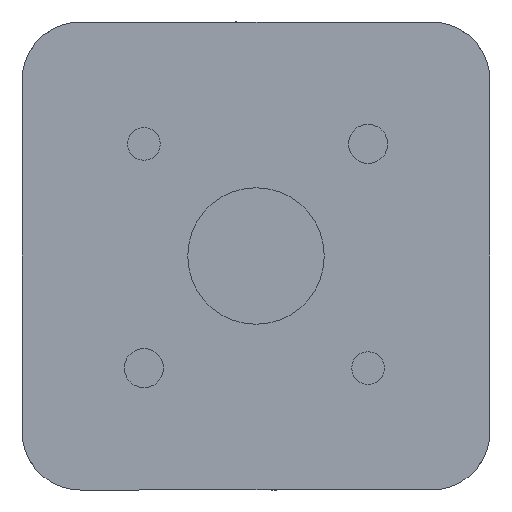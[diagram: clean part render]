
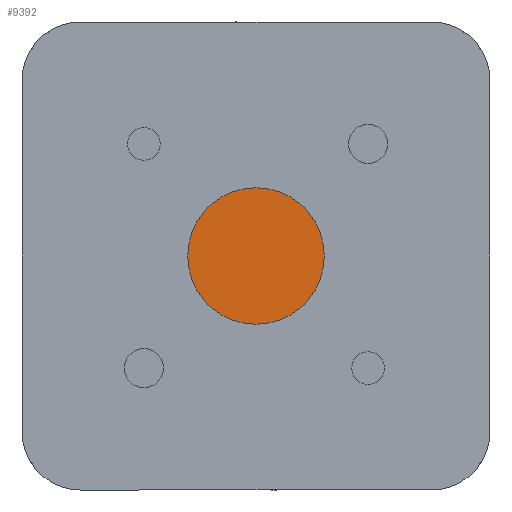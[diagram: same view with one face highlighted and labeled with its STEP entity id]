
A CAD part, left-side view. The second image highlights one B-rep face of the part: STEP entity #9392.
In plain terms, the highlighted face is planar.
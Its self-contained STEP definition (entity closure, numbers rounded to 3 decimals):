
#1437 = ORIENTED_EDGE ( 'NONE', *, *, #11125, .F. ) ;
#1438 = ORIENTED_EDGE ( 'NONE', *, *, #11072, .F. ) ;
#1562 = EDGE_LOOP ( 'NONE', ( #1437, #1438 ) ) ;
#2389 = FACE_OUTER_BOUND ( 'NONE', #1562, .T. ) ;
#4872 = AXIS2_PLACEMENT_3D ( 'NONE', #8470, #8472, #8473 ) ;
#4893 = AXIS2_PLACEMENT_3D ( 'NONE', #8564, #8565, #8566 ) ;
#6574 = CARTESIAN_POINT ( 'NONE',  ( 12., 0., -14. ) ) ;
#7504 = CARTESIAN_POINT ( 'NONE',  ( 12., 0., 14. ) ) ;
#8470 = CARTESIAN_POINT ( 'NONE',  ( 12., 0., 0. ) ) ;
#8472 = DIRECTION ( 'NONE',  ( -1., 0., 0. ) ) ;
#8473 = DIRECTION ( 'NONE',  ( 0., 0., 1. ) ) ;
#8564 = CARTESIAN_POINT ( 'NONE',  ( 12., 0., 0. ) ) ;
#8565 = DIRECTION ( 'NONE',  ( -1., 0., 0. ) ) ;
#8566 = DIRECTION ( 'NONE',  ( 0., 0., 1. ) ) ;
#8880 = CIRCLE ( 'NONE', #4872, 14. ) ;
#8916 = CIRCLE ( 'NONE', #4893, 14. ) ;
#9392 = ADVANCED_FACE ( 'NONE', ( #2389 ), #10396, .F. ) ;
#9759 = DIRECTION ( 'NONE',  ( -1., 0., 0. ) ) ;
#10064 = VERTEX_POINT ( 'NONE', #6574 ) ;
#10116 = CARTESIAN_POINT ( 'NONE',  ( 12., 6.5, 0. ) ) ;
#10396 = PLANE ( 'NONE',  #11187 ) ;
#10549 = VERTEX_POINT ( 'NONE', #7504 ) ;
#10616 = DIRECTION ( 'NONE',  ( 0., 0., 1. ) ) ;
#11072 = EDGE_CURVE ( 'NONE', #10064, #10549, #8880, .T. ) ;
#11125 = EDGE_CURVE ( 'NONE', #10549, #10064, #8916, .T. ) ;
#11187 = AXIS2_PLACEMENT_3D ( 'NONE', #10116, #9759, #10616 ) ;
